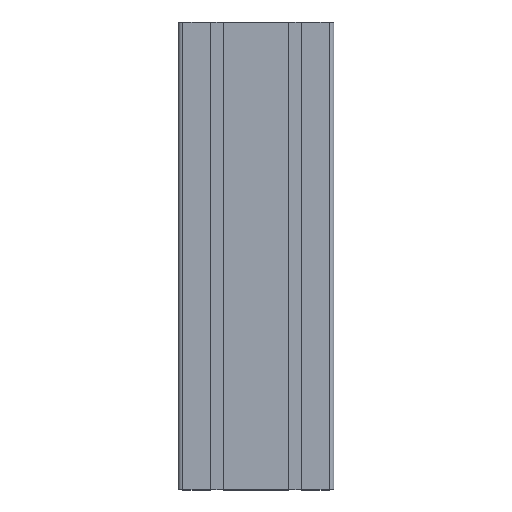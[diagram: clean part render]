
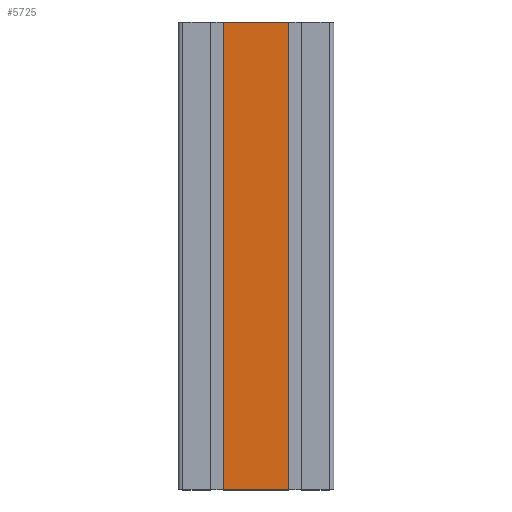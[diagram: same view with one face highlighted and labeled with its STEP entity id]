
A CAD part, top view. The second image highlights one B-rep face of the part: STEP entity #5725.
In plain terms, the highlighted face is planar.
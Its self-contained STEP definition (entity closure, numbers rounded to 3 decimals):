
#594 = CARTESIAN_POINT ( 'NONE',  ( -20.9, 50., 0. ) ) ;
#595 = CARTESIAN_POINT ( 'NONE',  ( -20.9, 50., -300. ) ) ;
#682 = CARTESIAN_POINT ( 'NONE',  ( 20.9, 50., -300. ) ) ;
#685 = CARTESIAN_POINT ( 'NONE',  ( 20.9, 50., 0. ) ) ;
#3649 = PLANE ( 'NONE',  #16932 ) ;
#3662 = DIRECTION ( 'NONE',  ( 0., 0., 1. ) ) ;
#3671 = FACE_OUTER_BOUND ( 'NONE', #11305, .T. ) ;
#3672 = CARTESIAN_POINT ( 'NONE',  ( 20.9, 50., -300. ) ) ;
#3674 = DIRECTION ( 'NONE',  ( 0., 1., 0. ) ) ;
#5725 = ADVANCED_FACE ( 'PLANAR_10', ( #3671 ), #3649, .T. ) ;
#6019 = VECTOR ( 'NONE', #6941, 1000. ) ;
#6060 = VECTOR ( 'NONE', #7255, 1000. ) ;
#6116 = VECTOR ( 'NONE', #7271, 1000. ) ;
#6157 = VECTOR ( 'NONE', #7380, 1000. ) ;
#6936 = LINE ( 'NONE', #6947, #6019 ) ;
#6941 = DIRECTION ( 'NONE',  ( 0., 0., 1. ) ) ;
#6947 = CARTESIAN_POINT ( 'NONE',  ( -20.9, 50., -300. ) ) ;
#7177 = LINE ( 'NONE', #7204, #6060 ) ;
#7204 = CARTESIAN_POINT ( 'NONE',  ( 20.9, 50., -300. ) ) ;
#7255 = DIRECTION ( 'NONE',  ( -1., 0., 0. ) ) ;
#7268 = CARTESIAN_POINT ( 'NONE',  ( 20.9, 50., -300. ) ) ;
#7271 = DIRECTION ( 'NONE',  ( 0., 0., 1. ) ) ;
#7308 = LINE ( 'NONE', #7268, #6116 ) ;
#7378 = CARTESIAN_POINT ( 'NONE',  ( 20.9, 50., 0. ) ) ;
#7380 = DIRECTION ( 'NONE',  ( -1., 0., 0. ) ) ;
#7385 = LINE ( 'NONE', #7378, #6157 ) ;
#11305 = EDGE_LOOP ( 'NONE', ( #11567, #11565, #11587, #11604 ) ) ;
#11565 = ORIENTED_EDGE ( 'NONE', *, *, #15385, .F. ) ;
#11567 = ORIENTED_EDGE ( 'NONE', *, *, #15438, .F. ) ;
#11587 = ORIENTED_EDGE ( 'NONE', *, *, #15312, .T. ) ;
#11604 = ORIENTED_EDGE ( 'NONE', *, *, #15204, .T. ) ;
#11907 = VERTEX_POINT ( 'NONE', #595 ) ;
#11917 = VERTEX_POINT ( 'NONE', #594 ) ;
#11934 = VERTEX_POINT ( 'NONE', #685 ) ;
#11955 = VERTEX_POINT ( 'NONE', #682 ) ;
#15204 = EDGE_CURVE ( 'NONE', #11907, #11917, #6936, .T. ) ;
#15312 = EDGE_CURVE ( 'NONE', #11955, #11907, #7177, .T. ) ;
#15385 = EDGE_CURVE ( 'NONE', #11955, #11934, #7308, .T. ) ;
#15438 = EDGE_CURVE ( 'NONE', #11934, #11917, #7385, .T. ) ;
#16932 = AXIS2_PLACEMENT_3D ( 'NONE', #3672, #3674, #3662 ) ;
